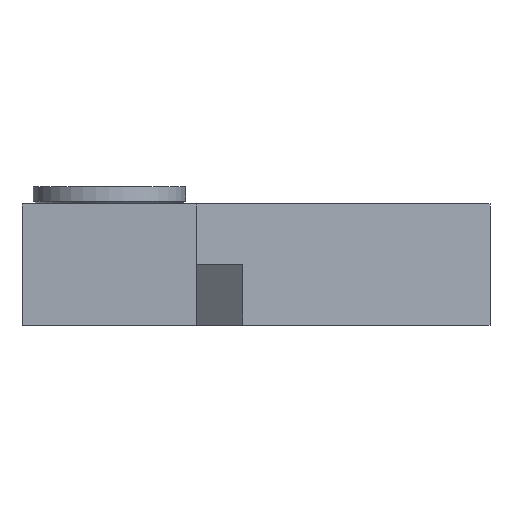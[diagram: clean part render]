
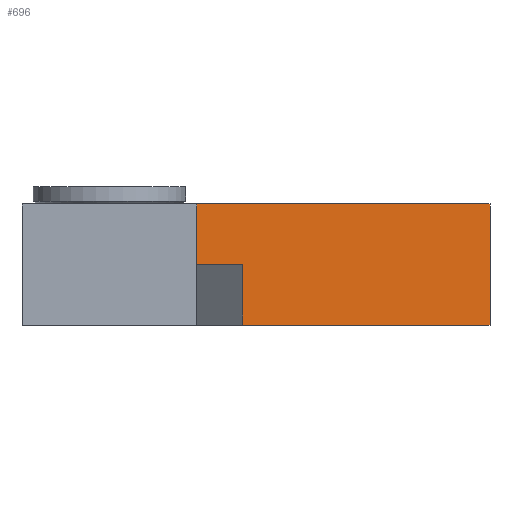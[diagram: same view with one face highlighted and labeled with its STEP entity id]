
A CAD part, front view. The second image highlights one B-rep face of the part: STEP entity #696.
In plain terms, the highlighted face is planar.
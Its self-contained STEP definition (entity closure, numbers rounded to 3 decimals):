
#70=PLANE('',#838);
#101=FACE_OUTER_BOUND('',#146,.T.);
#146=EDGE_LOOP('',(#582,#583,#584,#585,#586,#587));
#188=LINE('',#1159,#244);
#191=LINE('',#1165,#247);
#195=LINE('',#1174,#251);
#201=LINE('',#1199,#257);
#202=LINE('',#1203,#258);
#203=LINE('',#1204,#259);
#244=VECTOR('',#955,10.);
#247=VECTOR('',#960,10.);
#251=VECTOR('',#968,10.);
#257=VECTOR('',#994,10.);
#258=VECTOR('',#999,10.);
#259=VECTOR('',#1000,10.);
#337=VERTEX_POINT('',#1155);
#339=VERTEX_POINT('',#1158);
#341=VERTEX_POINT('',#1164);
#344=VERTEX_POINT('',#1172);
#353=VERTEX_POINT('',#1198);
#354=VERTEX_POINT('',#1202);
#416=EDGE_CURVE('',#339,#337,#188,.T.);
#419=EDGE_CURVE('',#341,#339,#191,.T.);
#424=EDGE_CURVE('',#344,#337,#195,.T.);
#436=EDGE_CURVE('',#353,#341,#201,.T.);
#438=EDGE_CURVE('',#354,#344,#202,.T.);
#439=EDGE_CURVE('',#354,#353,#203,.T.);
#582=ORIENTED_EDGE('',*,*,#416,.T.);
#583=ORIENTED_EDGE('',*,*,#424,.F.);
#584=ORIENTED_EDGE('',*,*,#438,.F.);
#585=ORIENTED_EDGE('',*,*,#439,.T.);
#586=ORIENTED_EDGE('',*,*,#436,.T.);
#587=ORIENTED_EDGE('',*,*,#419,.T.);
#696=ADVANCED_FACE('',(#101),#70,.T.);
#838=AXIS2_PLACEMENT_3D('',#1201,#997,#998);
#955=DIRECTION('',(0.,0.,1.));
#960=DIRECTION('',(0.,-1.,0.));
#968=DIRECTION('',(0.,1.,0.));
#994=DIRECTION('',(0.,0.,1.));
#997=DIRECTION('center_axis',(1.,0.,0.));
#998=DIRECTION('ref_axis',(0.,1.,0.));
#999=DIRECTION('',(0.,0.,1.));
#1000=DIRECTION('',(0.,1.,0.));
#1155=CARTESIAN_POINT('',(6.5,-7.5,9.));
#1158=CARTESIAN_POINT('',(6.5,-7.5,4.5));
#1159=CARTESIAN_POINT('',(6.5,-7.5,4.5));
#1164=CARTESIAN_POINT('',(6.5,0.,4.5));
#1165=CARTESIAN_POINT('',(6.5,-17.793,4.5));
#1172=CARTESIAN_POINT('',(6.5,-33.5,9.));
#1174=CARTESIAN_POINT('',(6.5,-33.5,9.));
#1198=CARTESIAN_POINT('',(6.5,0.,0.));
#1199=CARTESIAN_POINT('',(6.5,0.,0.));
#1201=CARTESIAN_POINT('Origin',(6.5,-33.5,0.));
#1202=CARTESIAN_POINT('',(6.5,-33.5,0.));
#1203=CARTESIAN_POINT('',(6.5,-33.5,0.));
#1204=CARTESIAN_POINT('',(6.5,-33.5,0.));
